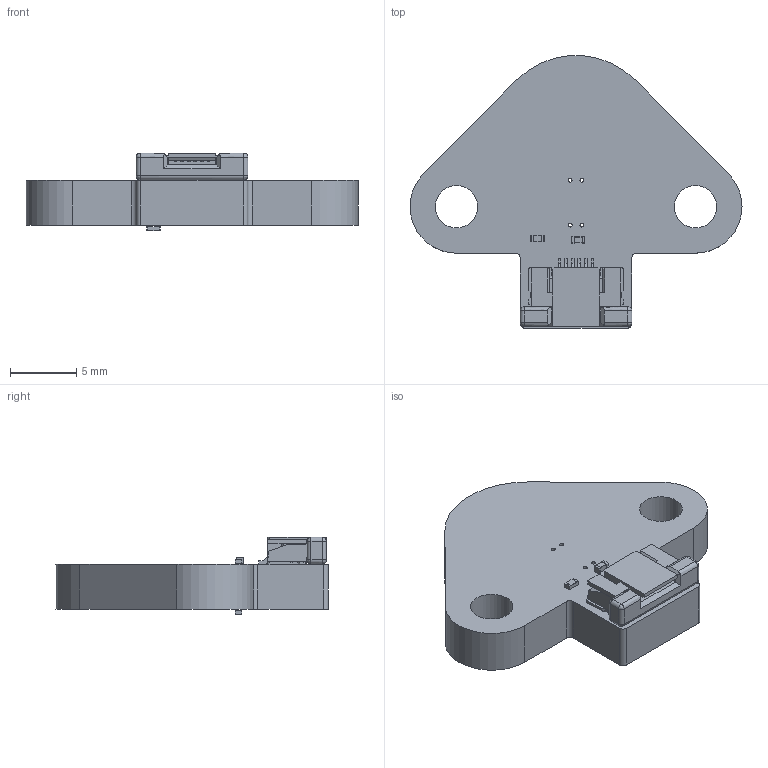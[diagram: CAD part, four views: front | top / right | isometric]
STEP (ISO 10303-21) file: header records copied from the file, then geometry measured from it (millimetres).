
FILE_DESCRIPTION(('KiCad electronic assembly'),'2;1');
FILE_NAME('Duet3_SZP_Coil.step','2023-10-28T09:47:21',('Pcbnew'),( 'Kicad'),'Open CASCADE STEP processor 7.5','KiCad to STEP converter' ,'Unknown');
FILE_SCHEMA(('AUTOMOTIVE_DESIGN { 1 0 10303 214 1 1 1 1 }'));
Length unit declared in the file: millimetre
Products named in the file (8): Duet3_SZP_Coil 1; c-1734839-6-c-3d; SOLID; C_0402_1005Metric; R_0402_1005Metric; Duet3_SZP_Coil PCB
Assembly tree (8 placements, depth 3):
  Duet3_SZP_Coil 1
    c-1734839-6-c-3d
      SOLID
    C_0402_1005Metric
      SOLID
    R_0402_1005Metric  x2
      SOLID
    Duet3_SZP_Coil PCB
Bounding box: 25 x 20.52 x 5.83 mm (x, y, z)
Volume: 1061.4 mm3; surface area: 1125 mm2
Topology: 5 solids, 5 shells, 338 faces, 926 edges, 596 vertices
Faces by surface type: bspline 316, cylinder 13, plane 9
Full cylindrical faces by diameter (mm): 0.3 x4, 3.2 x2
Entity records: 19483 total; most frequent: CARTESIAN_POINT 7531, B_SPLINE_CURVE_WITH_KNOTS 2202, ORIENTED_EDGE 1716, PCURVE 1716, DEFINITIONAL_REPRESENTATION 1716, EDGE_CURVE 858, SURFACE_CURVE 852, VERTEX_POINT 552
